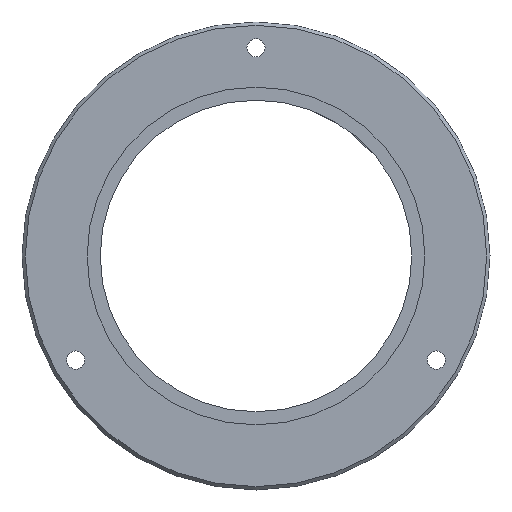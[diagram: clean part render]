
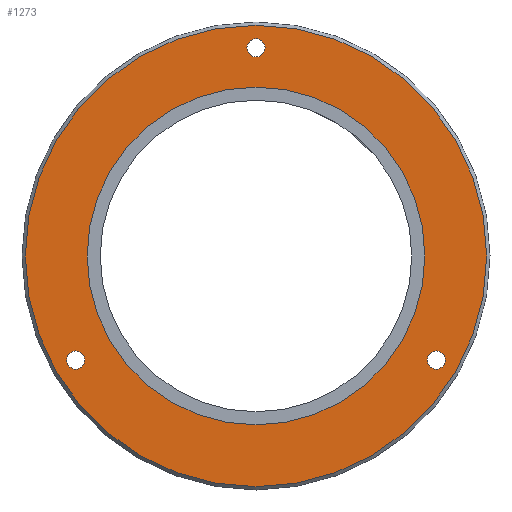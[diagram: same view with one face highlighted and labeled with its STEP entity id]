
A CAD part, front view. The second image highlights one B-rep face of the part: STEP entity #1273.
In plain terms, the highlighted planar face has unit normal (0, -1, 0).
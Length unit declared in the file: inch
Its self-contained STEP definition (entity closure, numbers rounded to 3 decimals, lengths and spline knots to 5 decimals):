
#28 = CIRCLE ( 'NONE', #823, 0.04125 ) ;
#108 = CIRCLE ( 'NONE', #517, 0.04125 ) ;
#140 = AXIS2_PLACEMENT_3D ( 'NONE', #1964, #403, #2229 ) ;
#158 = CARTESIAN_POINT ( 'NONE',  ( -0.81839, 0., -0.51375 ) ) ;
#205 = EDGE_LOOP ( 'NONE', ( #1499, #1096 ) ) ;
#384 = CARTESIAN_POINT ( 'NONE',  ( 0., 0., 0. ) ) ;
#402 = CIRCLE ( 'NONE', #1430, 0.76675 ) ;
#403 = DIRECTION ( 'NONE',  ( 0., 1., 0. ) ) ;
#418 = ORIENTED_EDGE ( 'NONE', *, *, #1943, .T. ) ;
#448 = FACE_OUTER_BOUND ( 'NONE', #2521, .T. ) ;
#517 = AXIS2_PLACEMENT_3D ( 'NONE', #1397, #3227, #1655 ) ;
#526 = CARTESIAN_POINT ( 'NONE',  ( 0., 0., 0.945 ) ) ;
#584 = CIRCLE ( 'NONE', #2700, 1.0475 ) ;
#619 = CARTESIAN_POINT ( 'NONE',  ( 0.81839, 0., -0.43125 ) ) ;
#625 = CARTESIAN_POINT ( 'NONE',  ( 0.81839, 0., -0.4725 ) ) ;
#644 = DIRECTION ( 'NONE',  ( 0., 0., -1. ) ) ;
#668 = DIRECTION ( 'NONE',  ( 0., 0., -1. ) ) ;
#674 = PLANE ( 'NONE',  #1307 ) ;
#676 = CARTESIAN_POINT ( 'NONE',  ( 0., 0., 0.90375 ) ) ;
#683 = VERTEX_POINT ( 'NONE', #976 ) ;
#713 = EDGE_CURVE ( 'NONE', #1093, #1932, #402, .T. ) ;
#737 = ORIENTED_EDGE ( 'NONE', *, *, #713, .F. ) ;
#751 = AXIS2_PLACEMENT_3D ( 'NONE', #2857, #1303, #3125 ) ;
#780 = VERTEX_POINT ( 'NONE', #676 ) ;
#812 = VERTEX_POINT ( 'NONE', #158 ) ;
#823 = AXIS2_PLACEMENT_3D ( 'NONE', #625, #2452, #887 ) ;
#887 = DIRECTION ( 'NONE',  ( 0., 0., 1. ) ) ;
#943 = DIRECTION ( 'NONE',  ( 0., -1., 0. ) ) ;
#976 = CARTESIAN_POINT ( 'NONE',  ( 0., 0., 0.98625 ) ) ;
#998 = ORIENTED_EDGE ( 'NONE', *, *, #3372, .T. ) ;
#1025 = CARTESIAN_POINT ( 'NONE',  ( 0., 0., 1.0475 ) ) ;
#1067 = AXIS2_PLACEMENT_3D ( 'NONE', #526, #2092, #3145 ) ;
#1079 = FACE_BOUND ( 'NONE', #205, .T. ) ;
#1093 = VERTEX_POINT ( 'NONE', #3048 ) ;
#1096 = ORIENTED_EDGE ( 'NONE', *, *, #2212, .T. ) ;
#1130 = DIRECTION ( 'NONE',  ( 0., 0., -1. ) ) ;
#1156 = FACE_BOUND ( 'NONE', #1610, .T. ) ;
#1177 = DIRECTION ( 'NONE',  ( 0., 1., 0. ) ) ;
#1273 = ADVANCED_FACE ( 'NONE', ( #448, #1156, #1746, #2459, #1079 ), #674, .T. ) ;
#1283 = VERTEX_POINT ( 'NONE', #619 ) ;
#1303 = DIRECTION ( 'NONE',  ( 0., -1., 0. ) ) ;
#1307 = AXIS2_PLACEMENT_3D ( 'NONE', #3005, #943, #1130 ) ;
#1364 = CIRCLE ( 'NONE', #2472, 0.76675 ) ;
#1384 = CARTESIAN_POINT ( 'NONE',  ( 0., 0., -1.0475 ) ) ;
#1397 = CARTESIAN_POINT ( 'NONE',  ( 0.81839, 0., -0.4725 ) ) ;
#1423 = VERTEX_POINT ( 'NONE', #1384 ) ;
#1430 = AXIS2_PLACEMENT_3D ( 'NONE', #2928, #3087, #2588 ) ;
#1494 = DIRECTION ( 'NONE',  ( 0., 1., 0. ) ) ;
#1499 = ORIENTED_EDGE ( 'NONE', *, *, #1658, .T. ) ;
#1515 = EDGE_CURVE ( 'NONE', #2304, #1423, #584, .T. ) ;
#1610 = EDGE_LOOP ( 'NONE', ( #737, #2396 ) ) ;
#1655 = DIRECTION ( 'NONE',  ( 0., 0., 1. ) ) ;
#1658 = EDGE_CURVE ( 'NONE', #683, #780, #3027, .T. ) ;
#1746 = FACE_BOUND ( 'NONE', #1880, .T. ) ;
#1880 = EDGE_LOOP ( 'NONE', ( #3261, #418 ) ) ;
#1932 = VERTEX_POINT ( 'NONE', #2687 ) ;
#1943 = EDGE_CURVE ( 'NONE', #1960, #1283, #28, .T. ) ;
#1960 = VERTEX_POINT ( 'NONE', #2197 ) ;
#1964 = CARTESIAN_POINT ( 'NONE',  ( -0.81839, 0., -0.4725 ) ) ;
#2092 = DIRECTION ( 'NONE',  ( 0., 1., 0. ) ) ;
#2112 = VERTEX_POINT ( 'NONE', #3029 ) ;
#2123 = EDGE_LOOP ( 'NONE', ( #3010, #998 ) ) ;
#2148 = CIRCLE ( 'NONE', #751, 1.0475 ) ;
#2197 = CARTESIAN_POINT ( 'NONE',  ( 0.81839, 0., -0.51375 ) ) ;
#2210 = DIRECTION ( 'NONE',  ( 0., -1., 0. ) ) ;
#2212 = EDGE_CURVE ( 'NONE', #780, #683, #2915, .T. ) ;
#2229 = DIRECTION ( 'NONE',  ( 0., 0., 1. ) ) ;
#2243 = CARTESIAN_POINT ( 'NONE',  ( 0., 0., 0. ) ) ;
#2274 = ORIENTED_EDGE ( 'NONE', *, *, #1515, .T. ) ;
#2304 = VERTEX_POINT ( 'NONE', #1025 ) ;
#2325 = EDGE_CURVE ( 'NONE', #1423, #2304, #2148, .T. ) ;
#2396 = ORIENTED_EDGE ( 'NONE', *, *, #3332, .F. ) ;
#2452 = DIRECTION ( 'NONE',  ( 0., 1., 0. ) ) ;
#2459 = FACE_BOUND ( 'NONE', #2123, .T. ) ;
#2472 = AXIS2_PLACEMENT_3D ( 'NONE', #384, #2210, #644 ) ;
#2521 = EDGE_LOOP ( 'NONE', ( #2274, #2664 ) ) ;
#2588 = DIRECTION ( 'NONE',  ( 0., 0., -1. ) ) ;
#2664 = ORIENTED_EDGE ( 'NONE', *, *, #2325, .T. ) ;
#2668 = CIRCLE ( 'NONE', #2823, 0.04125 ) ;
#2680 = EDGE_CURVE ( 'NONE', #1283, #1960, #108, .T. ) ;
#2687 = CARTESIAN_POINT ( 'NONE',  ( 0., 0., 0.76675 ) ) ;
#2700 = AXIS2_PLACEMENT_3D ( 'NONE', #2243, #3262, #668 ) ;
#2733 = CARTESIAN_POINT ( 'NONE',  ( -0.81839, 0., -0.4725 ) ) ;
#2823 = AXIS2_PLACEMENT_3D ( 'NONE', #2733, #1177, #2998 ) ;
#2857 = CARTESIAN_POINT ( 'NONE',  ( 0., 0., 0. ) ) ;
#2915 = CIRCLE ( 'NONE', #3095, 0.04125 ) ;
#2928 = CARTESIAN_POINT ( 'NONE',  ( 0., 0., 0. ) ) ;
#2998 = DIRECTION ( 'NONE',  ( 0., 0., 1. ) ) ;
#3005 = CARTESIAN_POINT ( 'NONE',  ( 0., 0., 0.70725 ) ) ;
#3010 = ORIENTED_EDGE ( 'NONE', *, *, #3337, .T. ) ;
#3027 = CIRCLE ( 'NONE', #1067, 0.04125 ) ;
#3029 = CARTESIAN_POINT ( 'NONE',  ( -0.81839, 0., -0.43125 ) ) ;
#3048 = CARTESIAN_POINT ( 'NONE',  ( 0., 0., -0.76675 ) ) ;
#3057 = CARTESIAN_POINT ( 'NONE',  ( 0., 0., 0.945 ) ) ;
#3087 = DIRECTION ( 'NONE',  ( 0., -1., 0. ) ) ;
#3095 = AXIS2_PLACEMENT_3D ( 'NONE', #3057, #1494, #3329 ) ;
#3125 = DIRECTION ( 'NONE',  ( 0., 0., -1. ) ) ;
#3145 = DIRECTION ( 'NONE',  ( 0., 0., 1. ) ) ;
#3227 = DIRECTION ( 'NONE',  ( 0., 1., 0. ) ) ;
#3261 = ORIENTED_EDGE ( 'NONE', *, *, #2680, .T. ) ;
#3262 = DIRECTION ( 'NONE',  ( 0., -1., 0. ) ) ;
#3277 = CIRCLE ( 'NONE', #140, 0.04125 ) ;
#3329 = DIRECTION ( 'NONE',  ( 0., 0., 1. ) ) ;
#3332 = EDGE_CURVE ( 'NONE', #1932, #1093, #1364, .T. ) ;
#3337 = EDGE_CURVE ( 'NONE', #2112, #812, #2668, .T. ) ;
#3372 = EDGE_CURVE ( 'NONE', #812, #2112, #3277, .T. ) ;
